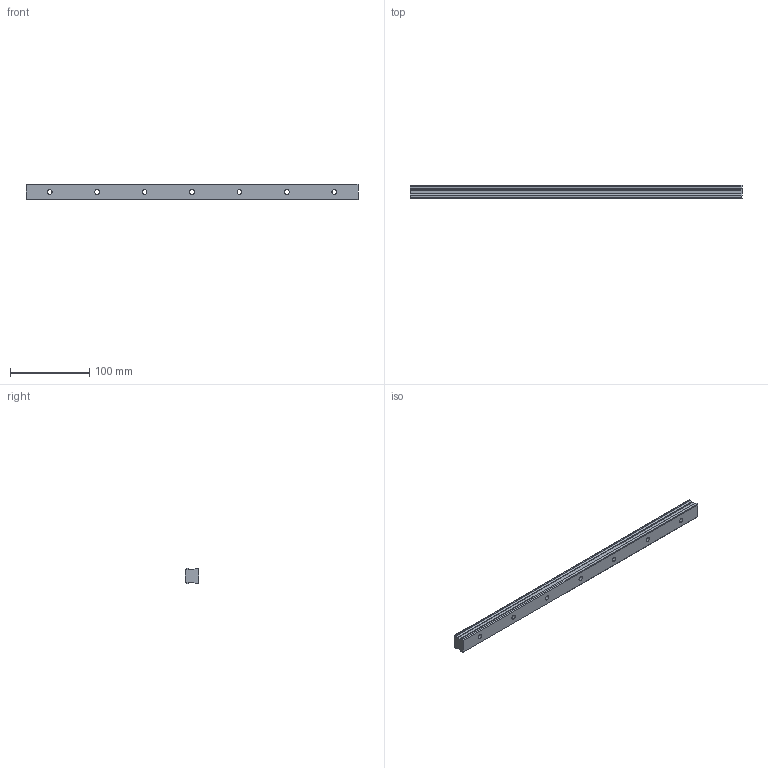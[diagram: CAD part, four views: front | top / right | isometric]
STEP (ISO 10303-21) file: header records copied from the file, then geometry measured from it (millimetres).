
FILE_DESCRIPTION (( 'STEP AP214' ), '1' );
FILE_NAME ('SHS20C1SS-420L_G30_0_B-M6F_170-5_0_0_0_1.STEP', '2021-06-14T09:11:07', ( '' ), ( '' ), 'SwSTEP 2.0', 'SolidWorks 2021', '' );
FILE_SCHEMA (( 'AUTOMOTIVE_DESIGN' ));
Length unit declared in the file: millimetre
Products named in the file (2): _SHS20C42030 Track; SHS20C1SS-420L_G30_0_B-M6F_170-5_0_0_0_1
Assembly tree (1 placements, depth 2):
  SHS20C1SS-420L_G30_0_B-M6F_170-5_0_0_0_1
    _SHS20C42030 Track
Bounding box: 420 x 16.5 x 20 mm (x, y, z)
Volume: 118479.6 mm3; surface area: 33904 mm2
Topology: 1 solids, 1 shells, 71 faces, 186 edges, 124 vertices
Faces by surface type: cylinder 48, plane 23
Entity records: 2330 total; most frequent: DIRECTION 432, CARTESIAN_POINT 385, ORIENTED_EDGE 372, EDGE_CURVE 186, AXIS2_PLACEMENT_3D 171, VERTEX_POINT 124, CIRCLE 96, EDGE_LOOP 92
